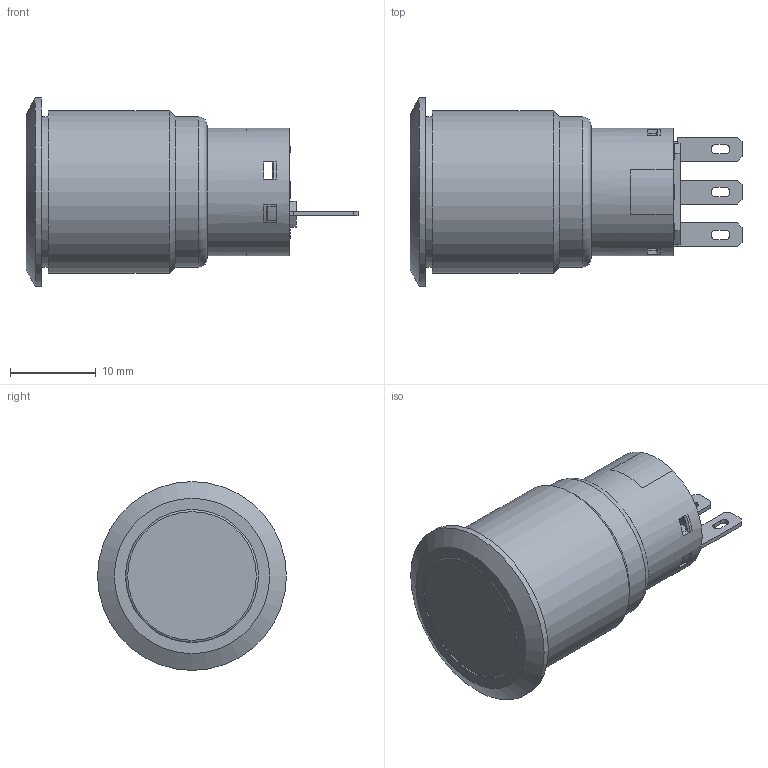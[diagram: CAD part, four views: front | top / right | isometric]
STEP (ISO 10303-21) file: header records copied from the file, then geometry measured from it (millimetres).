
FILE_DESCRIPTION(/* description */ (''),/* implementation_level */ '2;1');
FILE_NAME(/* name */ 'PV4F230xx.stp',/* time_stamp */ '2018-07-11T10:10:32-05:00',/* author */ ('mroman'),/* organization */ (''),/* preprocessor_version */ 'ST-DEVELOPER v17',/* originating_system */ 'Autodesk Inventor 2018',/* authorisation */ '');
FILE_SCHEMA (('AUTOMOTIVE_DESIGN { 1 0 10303 214 3 1 1 }'));
Length unit declared in the file: millimetre
Products named in the file (1): PV4F230xx
Bounding box: 38.7 x 22 x 22 mm (x, y, z)
Volume: 4409.2 mm3; surface area: 3966.5 mm2
Topology: 1 solids, 3 shells, 209 faces, 555 edges, 371 vertices
Faces by surface type: plane 145, cylinder 29, bspline 27, cone 6, torus 2
Full cylindrical faces by diameter (mm): 14.7 x1, 14.9 x1, 15 x1, 15.5 x2, 17.5 x2, 18.9 x1, 22 x1
Entity records: 6658 total; most frequent: CARTESIAN_POINT 1503, ORIENTED_EDGE 1110, DIRECTION 959, EDGE_CURVE 555, LINE 393, VECTOR 393, VERTEX_POINT 371, AXIS2_PLACEMENT_3D 283
